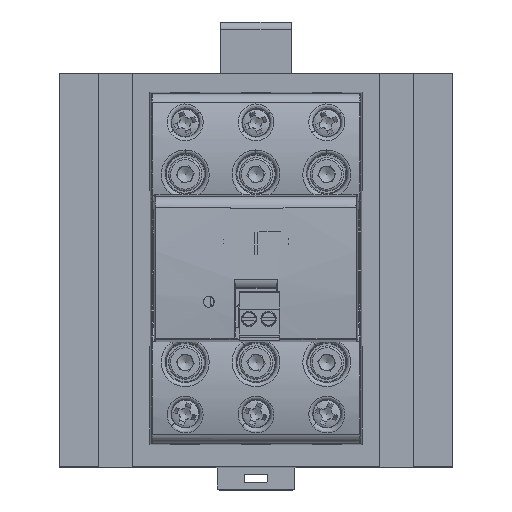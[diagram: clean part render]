
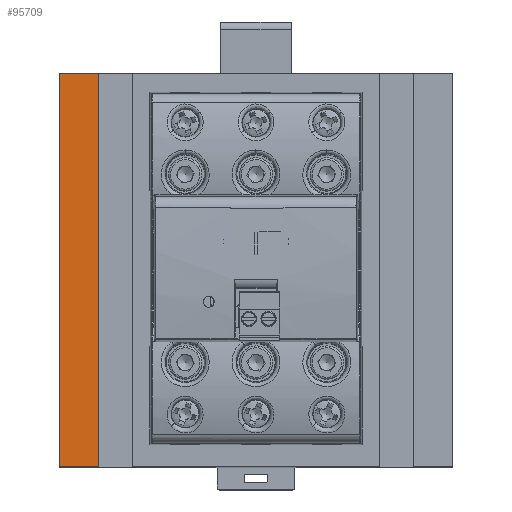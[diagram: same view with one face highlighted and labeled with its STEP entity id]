
A CAD part, top view. The second image highlights one B-rep face of the part: STEP entity #95709.
In plain terms, the highlighted planar face has unit normal (0, 0, 1).
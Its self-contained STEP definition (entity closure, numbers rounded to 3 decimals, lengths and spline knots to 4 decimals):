
#3438=LINE('',#148275,#12564);
#3547=LINE('',#148537,#12673);
#3617=LINE('',#148671,#12743);
#3618=LINE('',#148673,#12744);
#12564=VECTOR('',#116132,0.3937);
#12673=VECTOR('',#116331,0.3937);
#12743=VECTOR('',#116493,3.937);
#12744=VECTOR('',#116496,3.937);
#22300=PLANE('',#102248);
#26723=FACE_OUTER_BOUND('',#31899,.T.);
#31899=EDGE_LOOP('',(#70147,#70148,#70149,#70150));
#41522=VERTEX_POINT('',#148272);
#41523=VERTEX_POINT('',#148274);
#41630=VERTEX_POINT('',#148534);
#41631=VERTEX_POINT('',#148536);
#51935=EDGE_CURVE('',#41522,#41523,#3438,.T.);
#52088=EDGE_CURVE('',#41631,#41630,#3547,.T.);
#52159=EDGE_CURVE('',#41523,#41630,#3617,.T.);
#52160=EDGE_CURVE('',#41631,#41522,#3618,.T.);
#70147=ORIENTED_EDGE('',*,*,#51935,.F.);
#70148=ORIENTED_EDGE('',*,*,#52160,.F.);
#70149=ORIENTED_EDGE('',*,*,#52088,.T.);
#70150=ORIENTED_EDGE('',*,*,#52159,.F.);
#95709=ADVANCED_FACE('',(#26723),#22300,.F.);
#102248=AXIS2_PLACEMENT_3D('',#148672,#116494,#116495);
#116132=DIRECTION('',(-1.,0.,0.));
#116331=DIRECTION('',(-1.,0.,0.));
#116493=DIRECTION('',(0.,1.,0.));
#116494=DIRECTION('center_axis',(0.,0.,-1.));
#116495=DIRECTION('ref_axis',(-1.,0.,0.));
#116496=DIRECTION('',(0.,-1.,0.));
#148272=CARTESIAN_POINT('',(-1.5748,-1.9685,2.3622));
#148274=CARTESIAN_POINT('',(-1.9685,-1.9685,2.3622));
#148275=CARTESIAN_POINT('',(1.9685,-1.9685,2.3622));
#148534=CARTESIAN_POINT('',(-1.9685,1.9685,2.3622));
#148536=CARTESIAN_POINT('',(-1.5748,1.9685,2.3622));
#148537=CARTESIAN_POINT('',(1.9685,1.9685,2.3622));
#148671=CARTESIAN_POINT('',(-1.9685,-1.9685,2.3622));
#148672=CARTESIAN_POINT('Origin',(1.9685,-1.9685,2.3622));
#148673=CARTESIAN_POINT('',(-1.5748,5.3336,2.3622));
